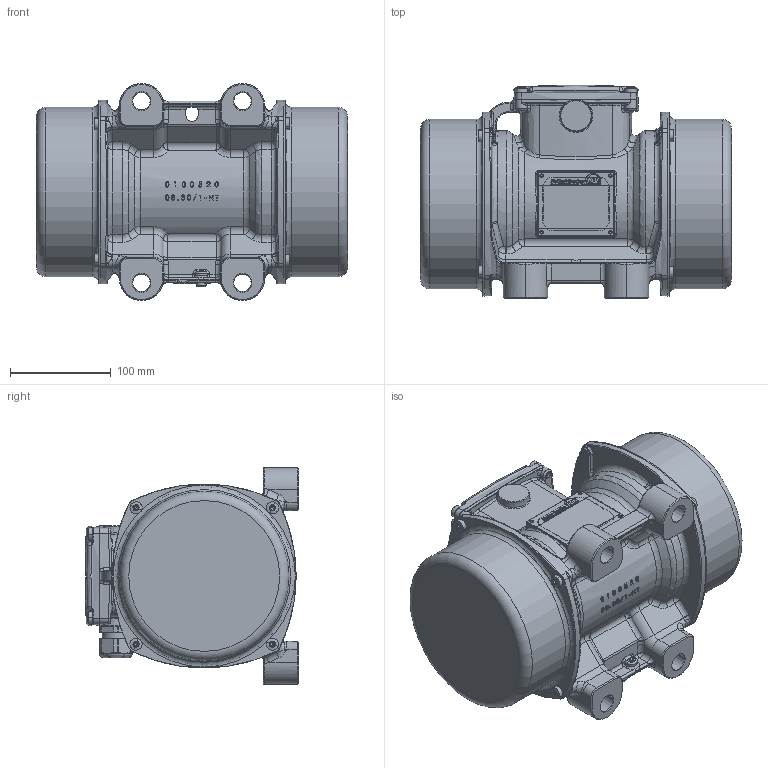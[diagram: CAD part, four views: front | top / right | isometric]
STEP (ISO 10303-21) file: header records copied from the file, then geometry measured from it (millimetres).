
FILE_DESCRIPTION (( 'STEP AP214' ), '1' );
FILE_NAME ('NEA-NEG 50770-50-60Hz.STEP', '2017-05-22T11:03:30', ( '' ), ( '' ), 'SwSTEP 2.0', 'SolidWorks 2015', '' );
FILE_SCHEMA (( 'AUTOMOTIVE_DESIGN' ));
Length unit declared in the file: millimetre
Products named in the file (1): NEA-NEG 50770-50-60Hz
Bounding box: 308 x 211.15 x 215 mm (x, y, z)
Volume: 1543234 mm3; surface area: 632059.6 mm2
Topology: 23 solids, 23 shells, 2952 faces, 7879 edges, 5107 vertices
Faces by surface type: plane 927, bspline 912, cylinder 635, torus 243, cone 186, sphere 49
Full cylindrical faces by diameter (mm): 3.4 x4, 6.5 x4, 9 x8, 11 x1, 16 x1, 23.5 x1, 110.4 x1, 130 x2, 164.8 x2, 165 x2, 165.4 x2, 167.8 x2, 176.5 x2
Entity records: 140243 total; most frequent: CARTESIAN_POINT 73447, ORIENTED_EDGE 15194, DIRECTION 11187, EDGE_CURVE 7597, VERTEX_POINT 5049, AXIS2_PLACEMENT_3D 4120, EDGE_LOOP 3390, FACE_OUTER_BOUND 3018
